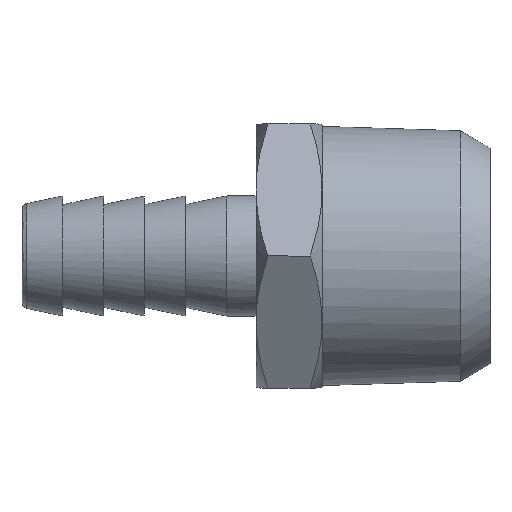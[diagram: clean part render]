
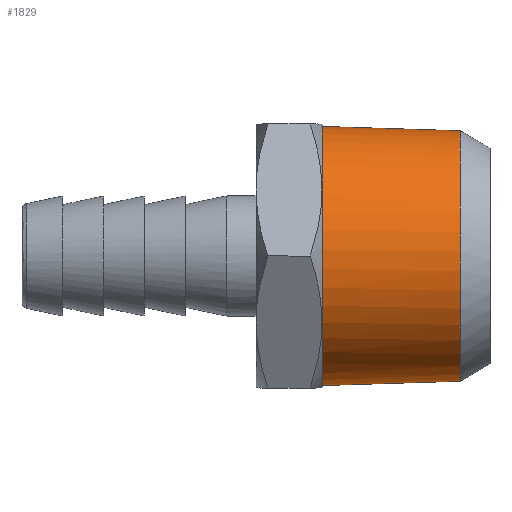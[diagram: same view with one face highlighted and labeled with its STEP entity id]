
A CAD part, left-side view. The second image highlights one B-rep face of the part: STEP entity #1829.
In plain terms, the highlighted free-form (B-spline) face has degree [1, 3] with [2, 4] control points.
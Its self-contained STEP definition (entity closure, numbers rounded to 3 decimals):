
#34 = CARTESIAN_POINT ( 'NONE',  ( -10.449, 14., 2.801 ) ) ;
#56 = CARTESIAN_POINT ( 'NONE',  ( 0., 14., -10.795 ) ) ;
#71 = CARTESIAN_POINT ( 'NONE',  ( 0., 14., -10.795 ) ) ;
#109 = CARTESIAN_POINT ( 'NONE',  ( -20.87, 2.485, 10.435 ) ) ;
#149 = ORIENTED_EDGE ( 'NONE', *, *, #766, .T. ) ;
#163 = CARTESIAN_POINT ( 'NONE',  ( -4.786, 14., -9.702 ) ) ;
#170 = CARTESIAN_POINT ( 'NONE',  ( -9.369, 14., -5.408 ) ) ;
#181 = CARTESIAN_POINT ( 'NONE',  ( -0.709, 14., -10.795 ) ) ;
#307 = EDGE_CURVE ( 'NONE', #2062, #1104, #2479, .T. ) ;
#348 = CARTESIAN_POINT ( 'NONE',  ( -5.408, 14., -9.369 ) ) ;
#418 = CARTESIAN_POINT ( 'NONE',  ( -10.244, 14., 3.476 ) ) ;
#469 = CARTESIAN_POINT ( 'NONE',  ( -20.87, 2.485, -10.435 ) ) ;
#475 = CARTESIAN_POINT ( 'NONE',  ( -21.59, 14., 10.795 ) ) ;
#546 = CARTESIAN_POINT ( 'NONE',  ( -7.132, 14., -8.134 ) ) ;
#590 =( BOUNDED_SURFACE ( )  B_SPLINE_SURFACE ( 1, 3, ( 
 ( #1692, #684, #2477, #1273 ),
 ( #71, #2289, #475, #857 ) ),
 .UNSPECIFIED., .F., .F., .F. ) 
 B_SPLINE_SURFACE_WITH_KNOTS ( ( 2, 2 ),
 ( 4, 4 ),
 ( 0., 1. ),
 ( 0., 1. ),
 .UNSPECIFIED. ) 
 GEOMETRIC_REPRESENTATION_ITEM ( )  RATIONAL_B_SPLINE_SURFACE ( (
 ( 1., 0.333, 0.333, 1.),
 ( 1., 0.333, 0.333, 1.) ) ) 
 REPRESENTATION_ITEM ( '' )  SURFACE ( )  );
#598 = CARTESIAN_POINT ( 'NONE',  ( -9.702, 14., 4.786 ) ) ;
#604 = CARTESIAN_POINT ( 'NONE',  ( 0., 2.485, -10.435 ) ) ;
#615 = CARTESIAN_POINT ( 'NONE',  ( -10.795, 14., 0.709 ) ) ;
#684 = CARTESIAN_POINT ( 'NONE',  ( -20.87, 2.485, -10.435 ) ) ;
#722 = CARTESIAN_POINT ( 'NONE',  ( 0., 14., -10.795 ) ) ;
#752 = CARTESIAN_POINT ( 'NONE',  ( -2.801, 14., -10.449 ) ) ;
#763 = CARTESIAN_POINT ( 'NONE',  ( -3.476, 14., -10.244 ) ) ;
#766 = EDGE_CURVE ( 'NONE', #1686, #1257, #2549, .T. ) ;
#774 = CARTESIAN_POINT ( 'NONE',  ( -10.795, 14., -0.709 ) ) ;
#778 = EDGE_LOOP ( 'NONE', ( #1064, #1780, #1502, #149 ) ) ;
#810 = CARTESIAN_POINT ( 'NONE',  ( -5.408, 14., 9.369 ) ) ;
#857 = CARTESIAN_POINT ( 'NONE',  ( 0., 14., 10.795 ) ) ;
#861 = FACE_OUTER_BOUND ( 'NONE', #778, .T. ) ;
#935 = CARTESIAN_POINT ( 'NONE',  ( 0., 14., 10.795 ) ) ;
#970 = CARTESIAN_POINT ( 'NONE',  ( -1.411, 14., 10.726 ) ) ;
#988 = CARTESIAN_POINT ( 'NONE',  ( -8.582, 14., 6.587 ) ) ;
#1009 = CARTESIAN_POINT ( 'NONE',  ( -0.709, 14., 10.795 ) ) ;
#1064 = ORIENTED_EDGE ( 'NONE', *, *, #2372, .T. ) ;
#1104 = VERTEX_POINT ( 'NONE', #1453 ) ;
#1153 = CARTESIAN_POINT ( 'NONE',  ( -1.411, 14., -10.726 ) ) ;
#1160 = CARTESIAN_POINT ( 'NONE',  ( -9.702, 14., -4.786 ) ) ;
#1177 = CARTESIAN_POINT ( 'NONE',  ( -3.476, 14., 10.244 ) ) ;
#1233 =( BOUNDED_CURVE ( )  B_SPLINE_CURVE ( 3, ( #1860, #469, #109, #1290 ),
 .UNSPECIFIED., .F., .F. ) 
 B_SPLINE_CURVE_WITH_KNOTS ( ( 4, 4 ),
 ( -3.142, 0. ),
 .UNSPECIFIED. ) 
 CURVE ( )  GEOMETRIC_REPRESENTATION_ITEM ( )  RATIONAL_B_SPLINE_CURVE ( ( 1., 0.333, 0.333, 1. ) ) 
 REPRESENTATION_ITEM ( '' )  );
#1257 = VERTEX_POINT ( 'NONE', #1909 ) ;
#1273 = CARTESIAN_POINT ( 'NONE',  ( 0., 2.485, 10.435 ) ) ;
#1290 = CARTESIAN_POINT ( 'NONE',  ( 0., 2.485, 10.435 ) ) ;
#1317 = EDGE_CURVE ( 'NONE', #1686, #1104, #1776, .T. ) ;
#1373 = CARTESIAN_POINT ( 'NONE',  ( -10.449, 14., -2.801 ) ) ;
#1386 = CARTESIAN_POINT ( 'NONE',  ( 0., 14., -10.795 ) ) ;
#1453 = CARTESIAN_POINT ( 'NONE',  ( 0., 14., 10.795 ) ) ;
#1502 = ORIENTED_EDGE ( 'NONE', *, *, #1317, .F. ) ;
#1590 = CARTESIAN_POINT ( 'NONE',  ( -10.726, 14., -1.411 ) ) ;
#1623 = CARTESIAN_POINT ( 'NONE',  ( -9.369, 14., 5.408 ) ) ;
#1634 = CARTESIAN_POINT ( 'NONE',  ( -10.726, 14., 1.411 ) ) ;
#1686 = VERTEX_POINT ( 'NONE', #722 ) ;
#1692 = CARTESIAN_POINT ( 'NONE',  ( 0., 2.485, -10.435 ) ) ;
#1776 = B_SPLINE_CURVE_WITH_KNOTS ( 'NONE', 3,
 ( #1386, #181, #1153, #752, #763, #163, #348, #2388, #546, #1947, #2570, #170, #1160, #2180, #1373, #1590, #774, #615, #1634, #34, #418, #598, #1623, #988, #1808, #1811, #2027, #810, #1991, #1177, #2197, #970, #1009, #2021 ),
 .UNSPECIFIED., .F., .F.,
 ( 4, 2, 2, 2, 2, 2, 2, 2, 2, 2, 2, 2, 2, 2, 2, 2, 4 ),
 ( 0., 0.196, 0.393, 0.589, 0.785, 0.982, 1.178, 1.374, 1.571, 1.767, 1.963, 2.16, 2.356, 2.553, 2.749, 2.945, 3.142 ),
 .UNSPECIFIED. ) ;
#1780 = ORIENTED_EDGE ( 'NONE', *, *, #307, .T. ) ;
#1808 = CARTESIAN_POINT ( 'NONE',  ( -8.134, 14., 7.132 ) ) ;
#1811 = CARTESIAN_POINT ( 'NONE',  ( -7.132, 14., 8.134 ) ) ;
#1829 = ADVANCED_FACE ( 'NONE', ( #861 ), #590, .F. ) ;
#1860 = CARTESIAN_POINT ( 'NONE',  ( 0., 2.485, -10.435 ) ) ;
#1909 = CARTESIAN_POINT ( 'NONE',  ( 0., 2.485, -10.435 ) ) ;
#1947 = CARTESIAN_POINT ( 'NONE',  ( -8.134, 14., -7.132 ) ) ;
#1991 = CARTESIAN_POINT ( 'NONE',  ( -4.786, 14., 9.702 ) ) ;
#2021 = CARTESIAN_POINT ( 'NONE',  ( 0., 14., 10.795 ) ) ;
#2027 = CARTESIAN_POINT ( 'NONE',  ( -6.587, 14., 8.582 ) ) ;
#2062 = VERTEX_POINT ( 'NONE', #2459 ) ;
#2180 = CARTESIAN_POINT ( 'NONE',  ( -10.244, 14., -3.476 ) ) ;
#2197 = CARTESIAN_POINT ( 'NONE',  ( -2.801, 14., 10.449 ) ) ;
#2289 = CARTESIAN_POINT ( 'NONE',  ( -21.59, 14., -10.795 ) ) ;
#2372 = EDGE_CURVE ( 'NONE', #1257, #2062, #1233, .T. ) ;
#2378 = CARTESIAN_POINT ( 'NONE',  ( 0., 2.485, 10.435 ) ) ;
#2388 = CARTESIAN_POINT ( 'NONE',  ( -6.587, 14., -8.582 ) ) ;
#2459 = CARTESIAN_POINT ( 'NONE',  ( 0., 2.485, 10.435 ) ) ;
#2477 = CARTESIAN_POINT ( 'NONE',  ( -20.87, 2.485, 10.435 ) ) ;
#2479 = B_SPLINE_CURVE_WITH_KNOTS ( 'NONE', 1,
 ( #2378, #935 ),
 .UNSPECIFIED., .F., .F.,
 ( 2, 2 ),
 ( -1., 0. ),
 .UNSPECIFIED. ) ;
#2549 = B_SPLINE_CURVE_WITH_KNOTS ( 'NONE', 1,
 ( #56, #604 ),
 .UNSPECIFIED., .F., .F.,
 ( 2, 2 ),
 ( -1., 0. ),
 .UNSPECIFIED. ) ;
#2570 = CARTESIAN_POINT ( 'NONE',  ( -8.582, 14., -6.587 ) ) ;
